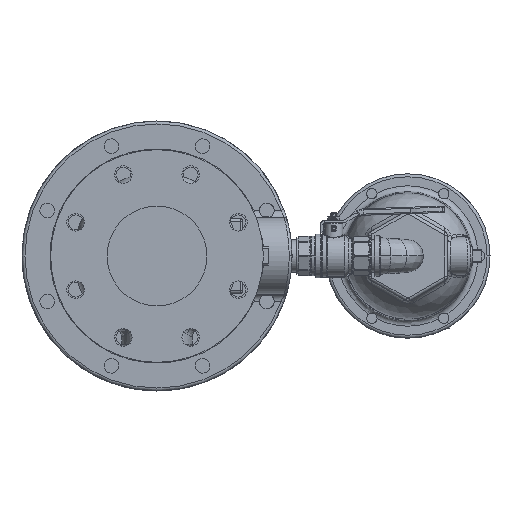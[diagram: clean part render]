
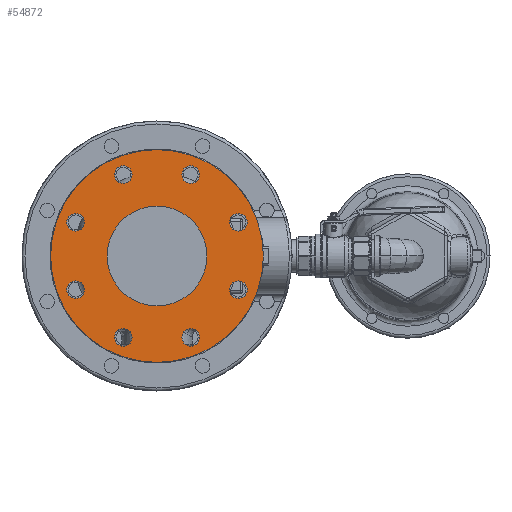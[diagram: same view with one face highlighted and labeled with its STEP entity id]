
A CAD part, front view. The second image highlights one B-rep face of the part: STEP entity #54872.
In plain terms, the highlighted planar face has unit normal (0, -1, 0).
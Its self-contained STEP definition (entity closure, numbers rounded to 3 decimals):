
#6639=CARTESIAN_POINT('',(0.,-13.25,0.));
#6640=DIRECTION('',(0.,-1.,0.));
#6641=DIRECTION('',(1.,0.,0.));
#6642=AXIS2_PLACEMENT_3D('',#6639,#6640,#6641);
#6657=CARTESIAN_POINT('',(-3.465,-13.25,-1.435));
#6658=DIRECTION('',(0.,-1.,0.));
#6659=DIRECTION('',(-1.,0.,0.));
#6660=AXIS2_PLACEMENT_3D('',#6657,#6658,#6659);
#6662=CARTESIAN_POINT('',(-3.465,-13.25,-1.435));
#6663=DIRECTION('',(0.,-1.,0.));
#6664=DIRECTION('',(1.,0.,0.));
#6665=AXIS2_PLACEMENT_3D('',#6662,#6663,#6664);
#6667=CARTESIAN_POINT('',(-3.465,-13.25,1.435));
#6668=DIRECTION('',(0.,-1.,0.));
#6669=DIRECTION('',(-1.,0.,0.));
#6670=AXIS2_PLACEMENT_3D('',#6667,#6668,#6669);
#6672=CARTESIAN_POINT('',(-3.465,-13.25,1.435));
#6673=DIRECTION('',(0.,-1.,0.));
#6674=DIRECTION('',(1.,0.,0.));
#6675=AXIS2_PLACEMENT_3D('',#6672,#6673,#6674);
#6677=CARTESIAN_POINT('',(3.465,-13.25,1.435));
#6678=DIRECTION('',(0.,-1.,0.));
#6679=DIRECTION('',(-1.,0.,0.));
#6680=AXIS2_PLACEMENT_3D('',#6677,#6678,#6679);
#6682=CARTESIAN_POINT('',(3.465,-13.25,1.435));
#6683=DIRECTION('',(0.,-1.,0.));
#6684=DIRECTION('',(1.,0.,0.));
#6685=AXIS2_PLACEMENT_3D('',#6682,#6683,#6684);
#6687=CARTESIAN_POINT('',(3.465,-13.25,-1.435));
#6688=DIRECTION('',(0.,-1.,0.));
#6689=DIRECTION('',(-1.,0.,0.));
#6690=AXIS2_PLACEMENT_3D('',#6687,#6688,#6689);
#6692=CARTESIAN_POINT('',(3.465,-13.25,-1.435));
#6693=DIRECTION('',(0.,-1.,0.));
#6694=DIRECTION('',(1.,0.,0.));
#6695=AXIS2_PLACEMENT_3D('',#6692,#6693,#6694);
#6697=CARTESIAN_POINT('',(-1.435,-13.25,-3.465));
#6698=DIRECTION('',(0.,-1.,0.));
#6699=DIRECTION('',(-1.,0.,0.));
#6700=AXIS2_PLACEMENT_3D('',#6697,#6698,#6699);
#6702=CARTESIAN_POINT('',(-1.435,-13.25,-3.465));
#6703=DIRECTION('',(0.,-1.,0.));
#6704=DIRECTION('',(1.,0.,0.));
#6705=AXIS2_PLACEMENT_3D('',#6702,#6703,#6704);
#6707=CARTESIAN_POINT('',(1.435,-13.25,-3.465));
#6708=DIRECTION('',(0.,-1.,0.));
#6709=DIRECTION('',(-1.,0.,0.));
#6710=AXIS2_PLACEMENT_3D('',#6707,#6708,#6709);
#6712=CARTESIAN_POINT('',(1.435,-13.25,-3.465));
#6713=DIRECTION('',(0.,-1.,0.));
#6714=DIRECTION('',(1.,0.,0.));
#6715=AXIS2_PLACEMENT_3D('',#6712,#6713,#6714);
#6717=CARTESIAN_POINT('',(-1.435,-13.25,3.465));
#6718=DIRECTION('',(0.,-1.,0.));
#6719=DIRECTION('',(-1.,0.,0.));
#6720=AXIS2_PLACEMENT_3D('',#6717,#6718,#6719);
#6722=CARTESIAN_POINT('',(-1.435,-13.25,3.465));
#6723=DIRECTION('',(0.,-1.,0.));
#6724=DIRECTION('',(1.,0.,0.));
#6725=AXIS2_PLACEMENT_3D('',#6722,#6723,#6724);
#6727=CARTESIAN_POINT('',(1.435,-13.25,3.465));
#6728=DIRECTION('',(0.,-1.,0.));
#6729=DIRECTION('',(-1.,0.,0.));
#6730=AXIS2_PLACEMENT_3D('',#6727,#6728,#6729);
#6732=CARTESIAN_POINT('',(1.435,-13.25,3.465));
#6733=DIRECTION('',(0.,-1.,0.));
#6734=DIRECTION('',(1.,0.,0.));
#6735=AXIS2_PLACEMENT_3D('',#6732,#6733,#6734);
#6737=CARTESIAN_POINT('',(0.,-13.25,0.));
#6738=DIRECTION('',(0.,-1.,0.));
#6739=DIRECTION('',(-1.,0.,0.));
#6740=AXIS2_PLACEMENT_3D('',#6737,#6738,#6739);
#6752=CARTESIAN_POINT('',(0.,-13.25,0.));
#6753=DIRECTION('',(0.,-1.,0.));
#6754=DIRECTION('',(-1.,0.,0.));
#6755=AXIS2_PLACEMENT_3D('',#6752,#6753,#6754);
#6766=CARTESIAN_POINT('',(0.,-13.25,0.));
#6767=DIRECTION('',(0.,-1.,0.));
#6768=DIRECTION('',(1.,0.,0.));
#6769=AXIS2_PLACEMENT_3D('',#6766,#6767,#6768);
#46308=CARTESIAN_POINT('',(-4.531,-13.25,0.));
#46309=CARTESIAN_POINT('',(4.531,-13.25,0.));
#46310=VERTEX_POINT('',#46308);
#46311=VERTEX_POINT('',#46309);
#46312=CARTESIAN_POINT('',(-2.125,-13.25,0.));
#46313=CARTESIAN_POINT('',(2.125,-13.25,0.));
#46314=VERTEX_POINT('',#46312);
#46315=VERTEX_POINT('',#46313);
#46324=CARTESIAN_POINT('',(-3.84,-13.25,-1.435));
#46325=CARTESIAN_POINT('',(-3.09,-13.25,-1.435));
#46326=VERTEX_POINT('',#46324);
#46327=VERTEX_POINT('',#46325);
#46328=CARTESIAN_POINT('',(-3.84,-13.25,1.435));
#46329=CARTESIAN_POINT('',(-3.09,-13.25,1.435));
#46330=VERTEX_POINT('',#46328);
#46331=VERTEX_POINT('',#46329);
#46332=CARTESIAN_POINT('',(3.09,-13.25,1.435));
#46333=CARTESIAN_POINT('',(3.84,-13.25,1.435));
#46334=VERTEX_POINT('',#46332);
#46335=VERTEX_POINT('',#46333);
#46336=CARTESIAN_POINT('',(3.09,-13.25,-1.435));
#46337=CARTESIAN_POINT('',(3.84,-13.25,-1.435));
#46338=VERTEX_POINT('',#46336);
#46339=VERTEX_POINT('',#46337);
#46368=CARTESIAN_POINT('',(-1.81,-13.25,-3.465));
#46369=CARTESIAN_POINT('',(-1.06,-13.25,-3.465));
#46370=VERTEX_POINT('',#46368);
#46371=VERTEX_POINT('',#46369);
#46372=CARTESIAN_POINT('',(1.06,-13.25,-3.465));
#46373=CARTESIAN_POINT('',(1.81,-13.25,-3.465));
#46374=VERTEX_POINT('',#46372);
#46375=VERTEX_POINT('',#46373);
#46376=CARTESIAN_POINT('',(-1.81,-13.25,3.465));
#46377=CARTESIAN_POINT('',(-1.06,-13.25,3.465));
#46378=VERTEX_POINT('',#46376);
#46379=VERTEX_POINT('',#46377);
#46380=CARTESIAN_POINT('',(1.06,-13.25,3.465));
#46381=CARTESIAN_POINT('',(1.81,-13.25,3.465));
#46382=VERTEX_POINT('',#46380);
#46383=VERTEX_POINT('',#46381);
#54808=CARTESIAN_POINT('',(0.,-13.25,0.));
#54809=DIRECTION('',(0.,1.,0.));
#54810=DIRECTION('',(1.,0.,0.));
#54811=AXIS2_PLACEMENT_3D('',#54808,#54809,#54810);
#54812=PLANE('',#54811);
#54814=ORIENTED_EDGE('',*,*,#54813,.F.);
#54815=ORIENTED_EDGE('',*,*,#54798,.F.);
#54816=EDGE_LOOP('',(#54814,#54815));
#54817=FACE_OUTER_BOUND('',#54816,.F.);
#54819=ORIENTED_EDGE('',*,*,#54818,.T.);
#54821=ORIENTED_EDGE('',*,*,#54820,.T.);
#54822=EDGE_LOOP('',(#54819,#54821));
#54823=FACE_BOUND('',#54822,.F.);
#54825=ORIENTED_EDGE('',*,*,#54824,.T.);
#54827=ORIENTED_EDGE('',*,*,#54826,.T.);
#54828=EDGE_LOOP('',(#54825,#54827));
#54829=FACE_BOUND('',#54828,.F.);
#54831=ORIENTED_EDGE('',*,*,#54830,.T.);
#54833=ORIENTED_EDGE('',*,*,#54832,.T.);
#54834=EDGE_LOOP('',(#54831,#54833));
#54835=FACE_BOUND('',#54834,.F.);
#54837=ORIENTED_EDGE('',*,*,#54836,.T.);
#54839=ORIENTED_EDGE('',*,*,#54838,.T.);
#54840=EDGE_LOOP('',(#54837,#54839));
#54841=FACE_BOUND('',#54840,.F.);
#54843=ORIENTED_EDGE('',*,*,#54842,.T.);
#54845=ORIENTED_EDGE('',*,*,#54844,.T.);
#54846=EDGE_LOOP('',(#54843,#54845));
#54847=FACE_BOUND('',#54846,.F.);
#54849=ORIENTED_EDGE('',*,*,#54848,.T.);
#54851=ORIENTED_EDGE('',*,*,#54850,.T.);
#54852=EDGE_LOOP('',(#54849,#54851));
#54853=FACE_BOUND('',#54852,.F.);
#54855=ORIENTED_EDGE('',*,*,#54854,.T.);
#54857=ORIENTED_EDGE('',*,*,#54856,.T.);
#54858=EDGE_LOOP('',(#54855,#54857));
#54859=FACE_BOUND('',#54858,.F.);
#54861=ORIENTED_EDGE('',*,*,#54860,.T.);
#54863=ORIENTED_EDGE('',*,*,#54862,.T.);
#54864=EDGE_LOOP('',(#54861,#54863));
#54865=FACE_BOUND('',#54864,.F.);
#54867=ORIENTED_EDGE('',*,*,#54866,.T.);
#54869=ORIENTED_EDGE('',*,*,#54868,.T.);
#54870=EDGE_LOOP('',(#54867,#54869));
#54871=FACE_BOUND('',#54870,.F.);
#6643=CIRCLE('',#6642,4.531);
#6661=CIRCLE('',#6660,0.375);
#6666=CIRCLE('',#6665,0.375);
#6671=CIRCLE('',#6670,0.375);
#6676=CIRCLE('',#6675,0.375);
#6681=CIRCLE('',#6680,0.375);
#6686=CIRCLE('',#6685,0.375);
#6691=CIRCLE('',#6690,0.375);
#6696=CIRCLE('',#6695,0.375);
#6701=CIRCLE('',#6700,0.375);
#6706=CIRCLE('',#6705,0.375);
#6711=CIRCLE('',#6710,0.375);
#6716=CIRCLE('',#6715,0.375);
#6721=CIRCLE('',#6720,0.375);
#6726=CIRCLE('',#6725,0.375);
#6731=CIRCLE('',#6730,0.375);
#6736=CIRCLE('',#6735,0.375);
#6741=CIRCLE('',#6740,4.531);
#6756=CIRCLE('',#6755,2.125);
#6770=CIRCLE('',#6769,2.125);
#54798=EDGE_CURVE('',#46311,#46310,#6643,.T.);
#54813=EDGE_CURVE('',#46310,#46311,#6741,.T.);
#54818=EDGE_CURVE('',#46314,#46315,#6756,.T.);
#54820=EDGE_CURVE('',#46315,#46314,#6770,.T.);
#54824=EDGE_CURVE('',#46326,#46327,#6661,.T.);
#54826=EDGE_CURVE('',#46327,#46326,#6666,.T.);
#54830=EDGE_CURVE('',#46330,#46331,#6671,.T.);
#54832=EDGE_CURVE('',#46331,#46330,#6676,.T.);
#54836=EDGE_CURVE('',#46334,#46335,#6681,.T.);
#54838=EDGE_CURVE('',#46335,#46334,#6686,.T.);
#54842=EDGE_CURVE('',#46338,#46339,#6691,.T.);
#54844=EDGE_CURVE('',#46339,#46338,#6696,.T.);
#54848=EDGE_CURVE('',#46370,#46371,#6701,.T.);
#54850=EDGE_CURVE('',#46371,#46370,#6706,.T.);
#54854=EDGE_CURVE('',#46374,#46375,#6711,.T.);
#54856=EDGE_CURVE('',#46375,#46374,#6716,.T.);
#54860=EDGE_CURVE('',#46378,#46379,#6721,.T.);
#54862=EDGE_CURVE('',#46379,#46378,#6726,.T.);
#54866=EDGE_CURVE('',#46382,#46383,#6731,.T.);
#54868=EDGE_CURVE('',#46383,#46382,#6736,.T.);
#54872=ADVANCED_FACE('',(#54817,#54823,#54829,#54835,#54841,#54847,#54853,
#54859,#54865,#54871),#54812,.F.);
